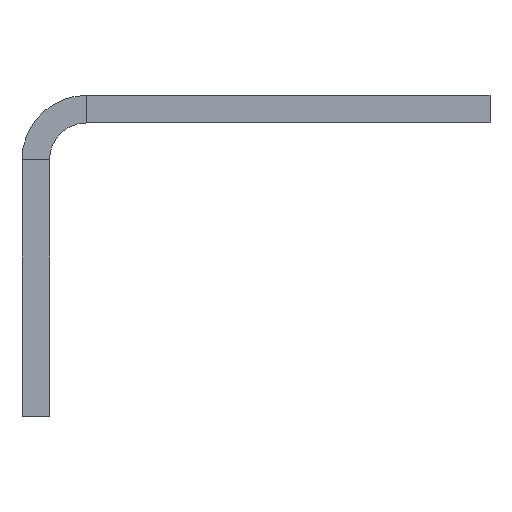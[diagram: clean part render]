
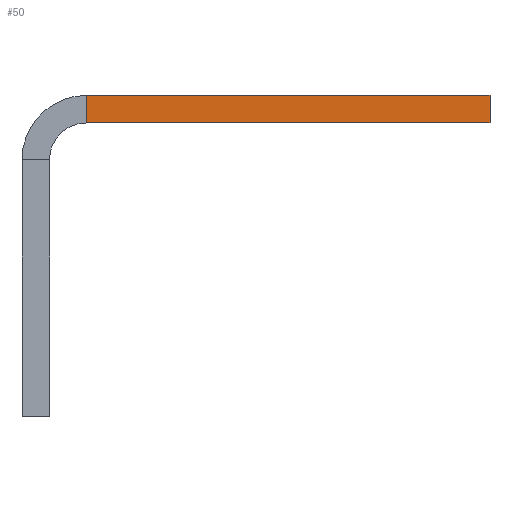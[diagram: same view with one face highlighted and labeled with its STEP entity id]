
A CAD part, front view. The second image highlights one B-rep face of the part: STEP entity #50.
In plain terms, the highlighted planar face has unit normal (0, -1, 0).
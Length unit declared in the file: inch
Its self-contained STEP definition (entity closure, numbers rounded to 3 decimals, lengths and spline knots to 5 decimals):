
#22 = EDGE_CURVE ( 'NONE', #49, #227, #288, .T. ) ;
#28 = EDGE_CURVE ( 'NONE', #227, #129, #306, .T. ) ;
#36 = CARTESIAN_POINT ( 'NONE',  ( -0.55528, 0., 0.96796 ) ) ;
#49 = VERTEX_POINT ( 'NONE', #249 ) ;
#50 = ADVANCED_FACE ( 'NONE', ( #379 ), #194, .F. ) ;
#62 = VECTOR ( 'NONE', #137, 39.37008 ) ;
#67 = DIRECTION ( 'NONE',  ( 0., 1., 0. ) ) ;
#71 = ORIENTED_EDGE ( 'NONE', *, *, #28, .T. ) ;
#81 = VECTOR ( 'NONE', #178, 39.37008 ) ;
#91 = VECTOR ( 'NONE', #377, 39.37008 ) ;
#97 = LINE ( 'NONE', #264, #81 ) ;
#99 = CARTESIAN_POINT ( 'NONE',  ( 0.81972, 0., 1.09296 ) ) ;
#114 = AXIS2_PLACEMENT_3D ( 'NONE', #36, #67, #132 ) ;
#129 = VERTEX_POINT ( 'NONE', #99 ) ;
#132 = DIRECTION ( 'NONE',  ( 1., 0., 0. ) ) ;
#137 = DIRECTION ( 'NONE',  ( 1., 0., 0. ) ) ;
#148 = ORIENTED_EDGE ( 'NONE', *, *, #22, .T. ) ;
#168 = CARTESIAN_POINT ( 'NONE',  ( -0.55528, 0., 1.09296 ) ) ;
#178 = DIRECTION ( 'NONE',  ( 0., 0., 1. ) ) ;
#188 = VECTOR ( 'NONE', #308, 39.37008 ) ;
#194 = PLANE ( 'NONE',  #114 ) ;
#227 = VERTEX_POINT ( 'NONE', #168 ) ;
#249 = CARTESIAN_POINT ( 'NONE',  ( -0.55528, 0., 1.18671 ) ) ;
#251 = ORIENTED_EDGE ( 'NONE', *, *, #259, .F. ) ;
#259 = EDGE_CURVE ( 'NONE', #49, #341, #346, .T. ) ;
#262 = CARTESIAN_POINT ( 'NONE',  ( 0.81972, 0., 1.18671 ) ) ;
#264 = CARTESIAN_POINT ( 'NONE',  ( 0.81972, 0., 1.09296 ) ) ;
#288 = LINE ( 'NONE', #301, #188 ) ;
#301 = CARTESIAN_POINT ( 'NONE',  ( -0.55528, 0., 1.18671 ) ) ;
#306 = LINE ( 'NONE', #311, #62 ) ;
#308 = DIRECTION ( 'NONE',  ( 0., 0., -1. ) ) ;
#311 = CARTESIAN_POINT ( 'NONE',  ( 0.81972, 0., 1.09296 ) ) ;
#320 = CARTESIAN_POINT ( 'NONE',  ( 0.81972, 0., 1.18671 ) ) ;
#321 = EDGE_CURVE ( 'NONE', #129, #341, #97, .T. ) ;
#325 = ORIENTED_EDGE ( 'NONE', *, *, #321, .T. ) ;
#341 = VERTEX_POINT ( 'NONE', #262 ) ;
#346 = LINE ( 'NONE', #320, #91 ) ;
#373 = EDGE_LOOP ( 'NONE', ( #251, #148, #71, #325 ) ) ;
#377 = DIRECTION ( 'NONE',  ( 1., 0., 0. ) ) ;
#379 = FACE_OUTER_BOUND ( 'NONE', #373, .T. ) ;
